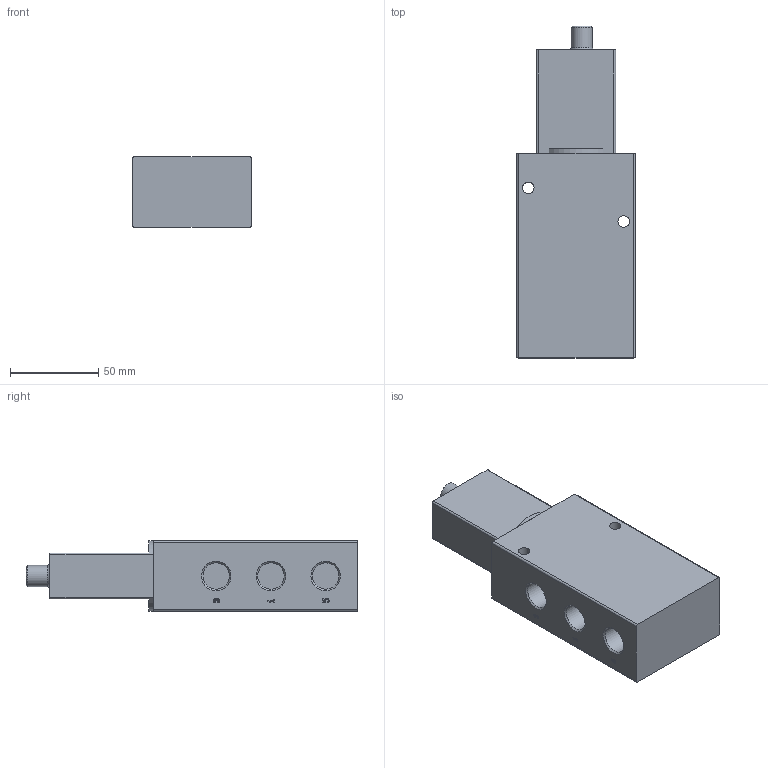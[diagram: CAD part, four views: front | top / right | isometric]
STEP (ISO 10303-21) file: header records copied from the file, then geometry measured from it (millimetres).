
FILE_DESCRIPTION(/* description */ ('STEP AP214'),/* implementation_level */ '2;1');
FILE_NAME(/* name */ '161981_MPYE-5-3_8-420-B',/* time_stamp */ '2024-09-06T20:48:54+02:00',/* author */ ('License CC BY-ND 4.0'),/* organization */ ('CADENAS'),/* preprocessor_version */ 'ST-DEVELOPER v19.3',/* originating_system */ 'PARTsolutions',/* authorisation */ ' ');
FILE_SCHEMA (('AUTOMOTIVE_DESIGN {1 0 10303 214 3 1 1}'));
Length unit declared in the file: millimetre
Products named in the file (1): 161981 MPYE-5-3/8-420-B
Bounding box: 67 x 188 x 40 mm (x, y, z)
Volume: 362495.7 mm3; surface area: 44775.6 mm2
Topology: 1 solids, 1 shells, 128 faces, 311 edges, 203 vertices
Faces by surface type: plane 81, cylinder 36, cone 6, torus 5
Full cylindrical faces by diameter (mm): 1 x4, 2.4 x1, 2.98 x1, 6.5 x2, 9.7 x1, 12 x1, 14.95 x5
Entity records: 4526 total; most frequent: DIRECTION 628, CARTESIAN_POINT 615, ORIENTED_EDGE 568, EDGE_CURVE 284, AXIS2_PLACEMENT_3D 215, VERTEX_POINT 202, LINE 198, VECTOR 198
